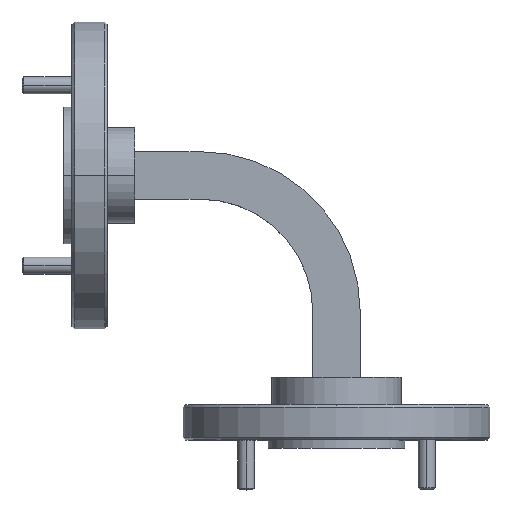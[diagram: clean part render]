
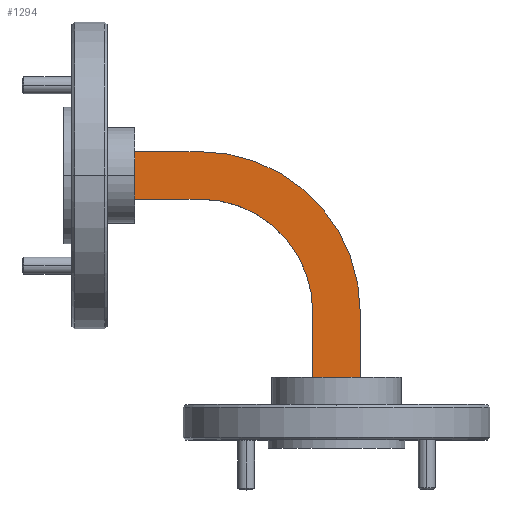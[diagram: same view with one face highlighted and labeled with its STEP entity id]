
A CAD part, top view. The second image highlights one B-rep face of the part: STEP entity #1294.
In plain terms, the highlighted planar face has unit normal (0, 0, 1).
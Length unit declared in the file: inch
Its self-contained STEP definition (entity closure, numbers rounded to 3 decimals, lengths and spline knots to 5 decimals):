
#39 = CARTESIAN_POINT ( 'NONE',  ( 0.25635, 1.08007, 1.26713 ) ) ;
#47 = VERTEX_POINT ( 'NONE', #1667 ) ;
#111 = CARTESIAN_POINT ( 'NONE',  ( 0.84335, 0.66707, 1.26713 ) ) ;
#124 = CIRCLE ( 'NONE', #1750, 0.587 ) ;
#134 = EDGE_CURVE ( 'NONE', #3855, #4110, #2982, .T. ) ;
#165 = LINE ( 'NONE', #290, #589 ) ;
#249 = CARTESIAN_POINT ( 'NONE',  ( 0.01635, 1.25407, 1.26713 ) ) ;
#290 = CARTESIAN_POINT ( 'NONE',  ( 0.25635, 1.25407, 1.26713 ) ) ;
#429 = PLANE ( 'NONE',  #2096 ) ;
#475 = DIRECTION ( 'NONE',  ( 1., 0., 0. ) ) ;
#495 = VECTOR ( 'NONE', #616, 39.37008 ) ;
#497 = DIRECTION ( 'NONE',  ( 0., -1., 0. ) ) ;
#589 = VECTOR ( 'NONE', #3621, 39.37008 ) ;
#599 = VECTOR ( 'NONE', #1497, 39.37008 ) ;
#616 = DIRECTION ( 'NONE',  ( -1., 0., 0. ) ) ;
#679 = CARTESIAN_POINT ( 'NONE',  ( 0.25635, 0.42707, 1.26713 ) ) ;
#699 = VECTOR ( 'NONE', #3823, 39.37008 ) ;
#700 = CIRCLE ( 'NONE', #2654, 0.413 ) ;
#766 = VECTOR ( 'NONE', #3033, 39.37008 ) ;
#889 = ORIENTED_EDGE ( 'NONE', *, *, #134, .F. ) ;
#911 = CARTESIAN_POINT ( 'NONE',  ( 0.25635, 1.25407, 1.26713 ) ) ;
#956 = CARTESIAN_POINT ( 'NONE',  ( 0.25635, 1.08007, 1.26713 ) ) ;
#959 = CARTESIAN_POINT ( 'NONE',  ( 0.25635, 0.66707, 1.26713 ) ) ;
#1036 = EDGE_CURVE ( 'NONE', #3728, #2310, #1644, .T. ) ;
#1063 = VERTEX_POINT ( 'NONE', #911 ) ;
#1294 = ADVANCED_FACE ( 'NONE', ( #3757 ), #429, .T. ) ;
#1423 = EDGE_LOOP ( 'NONE', ( #3906, #1787, #3071, #2905, #2664, #889, #3100, #3976 ) ) ;
#1495 = LINE ( 'NONE', #679, #766 ) ;
#1497 = DIRECTION ( 'NONE',  ( 0., 1., 0. ) ) ;
#1579 = VERTEX_POINT ( 'NONE', #2858 ) ;
#1592 = CARTESIAN_POINT ( 'NONE',  ( 0.84335, 0.42707, 1.26713 ) ) ;
#1638 = EDGE_CURVE ( 'NONE', #1579, #47, #3015, .T. ) ;
#1644 = LINE ( 'NONE', #1882, #599 ) ;
#1667 = CARTESIAN_POINT ( 'NONE',  ( 0.66935, 0.42707, 1.26713 ) ) ;
#1750 = AXIS2_PLACEMENT_3D ( 'NONE', #2665, #1976, #3313 ) ;
#1787 = ORIENTED_EDGE ( 'NONE', *, *, #2512, .F. ) ;
#1790 = CARTESIAN_POINT ( 'NONE',  ( 0.84335, 0.66707, 1.26713 ) ) ;
#1870 = EDGE_CURVE ( 'NONE', #1063, #2310, #165, .T. ) ;
#1882 = CARTESIAN_POINT ( 'NONE',  ( 0.01635, 1.08007, 1.26713 ) ) ;
#1976 = DIRECTION ( 'NONE',  ( 0., 0., -1. ) ) ;
#2096 = AXIS2_PLACEMENT_3D ( 'NONE', #39, #2132, #475 ) ;
#2132 = DIRECTION ( 'NONE',  ( 0., 0., 1. ) ) ;
#2310 = VERTEX_POINT ( 'NONE', #249 ) ;
#2408 = EDGE_CURVE ( 'NONE', #4138, #1579, #700, .T. ) ;
#2459 = EDGE_CURVE ( 'NONE', #1063, #3855, #124, .T. ) ;
#2512 = EDGE_CURVE ( 'NONE', #4138, #3728, #3175, .T. ) ;
#2654 = AXIS2_PLACEMENT_3D ( 'NONE', #959, #3333, #2681 ) ;
#2664 = ORIENTED_EDGE ( 'NONE', *, *, #3703, .F. ) ;
#2665 = CARTESIAN_POINT ( 'NONE',  ( 0.25635, 0.66707, 1.26713 ) ) ;
#2681 = DIRECTION ( 'NONE',  ( -1., 0., 0. ) ) ;
#2858 = CARTESIAN_POINT ( 'NONE',  ( 0.66935, 0.66707, 1.26713 ) ) ;
#2905 = ORIENTED_EDGE ( 'NONE', *, *, #1638, .T. ) ;
#2982 = LINE ( 'NONE', #1790, #4344 ) ;
#3015 = LINE ( 'NONE', #3836, #699 ) ;
#3033 = DIRECTION ( 'NONE',  ( -1., 0., 0. ) ) ;
#3071 = ORIENTED_EDGE ( 'NONE', *, *, #2408, .T. ) ;
#3100 = ORIENTED_EDGE ( 'NONE', *, *, #2459, .F. ) ;
#3175 = LINE ( 'NONE', #3689, #495 ) ;
#3313 = DIRECTION ( 'NONE',  ( -1., 0., 0. ) ) ;
#3333 = DIRECTION ( 'NONE',  ( 0., 0., -1. ) ) ;
#3621 = DIRECTION ( 'NONE',  ( -1., 0., 0. ) ) ;
#3689 = CARTESIAN_POINT ( 'NONE',  ( 0.25635, 1.08007, 1.26713 ) ) ;
#3703 = EDGE_CURVE ( 'NONE', #4110, #47, #1495, .T. ) ;
#3728 = VERTEX_POINT ( 'NONE', #4051 ) ;
#3757 = FACE_OUTER_BOUND ( 'NONE', #1423, .T. ) ;
#3823 = DIRECTION ( 'NONE',  ( 0., -1., 0. ) ) ;
#3836 = CARTESIAN_POINT ( 'NONE',  ( 0.66935, 0.66707, 1.26713 ) ) ;
#3855 = VERTEX_POINT ( 'NONE', #111 ) ;
#3906 = ORIENTED_EDGE ( 'NONE', *, *, #1036, .F. ) ;
#3976 = ORIENTED_EDGE ( 'NONE', *, *, #1870, .T. ) ;
#4051 = CARTESIAN_POINT ( 'NONE',  ( 0.01635, 1.08007, 1.26713 ) ) ;
#4110 = VERTEX_POINT ( 'NONE', #1592 ) ;
#4138 = VERTEX_POINT ( 'NONE', #956 ) ;
#4344 = VECTOR ( 'NONE', #497, 39.37008 ) ;
